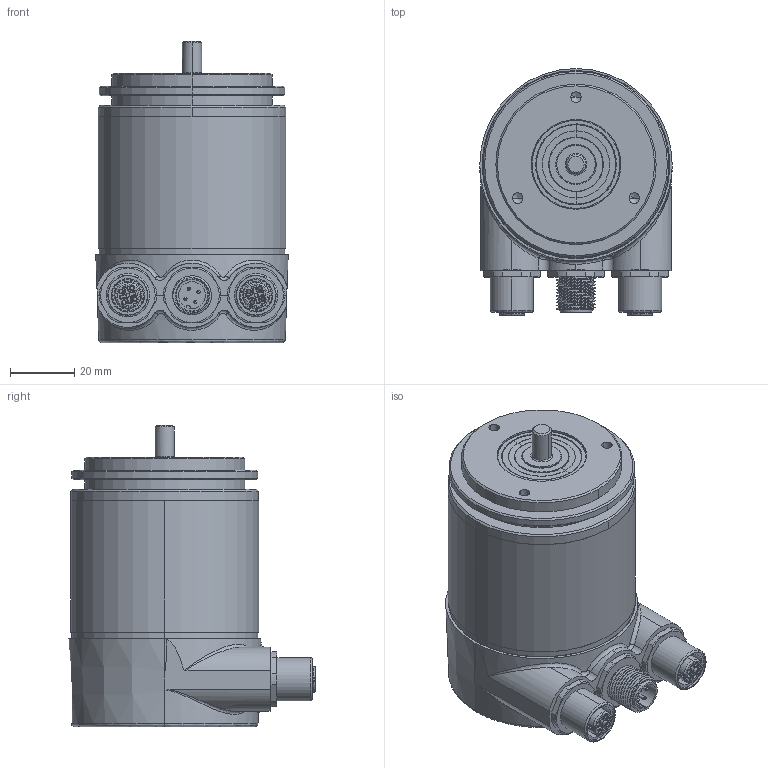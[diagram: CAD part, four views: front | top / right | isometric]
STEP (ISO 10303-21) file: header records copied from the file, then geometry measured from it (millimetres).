
FILE_DESCRIPTION (( 'STEP AP203' ), '1' );
FILE_NAME ('M066_MHM506_PNET.STEP', '2018-09-07T08:29:25', ( '' ), ( '' ), 'SwSTEP 2.0', 'SolidWorks 2016', '' );
FILE_SCHEMA (( 'CONFIG_CONTROL_DESIGN' ));
Length unit declared in the file: millimetre
Products named in the file (3): drawing-oc-5-ei-705-szm-eireir-y-prm-n-s; OCD-S060-C5Y-N; M066_MHM506_PNET
Assembly tree (2 placements, depth 2):
  M066_MHM506_PNET
    drawing-oc-5-ei-705-szm-eireir-y-prm-n-s
    OCD-S060-C5Y-N
Bounding box: 60 x 77 x 94 mm (x, y, z)
Volume: 81405.7 mm3; surface area: 68621.9 mm2
Topology: 15 solids, 21 shells, 1447 faces, 3955 edges, 2624 vertices
Faces by surface type: cylinder 660, plane 336, cone 249, bspline 168, torus 34
Entity records: 83512 total; most frequent: CARTESIAN_POINT 48725, ORIENTED_EDGE 7862, DIRECTION 6391, EDGE_CURVE 3931, VERTEX_POINT 2624, AXIS2_PLACEMENT_3D 2556, EDGE_LOOP 1601, ADVANCED_FACE 1447
